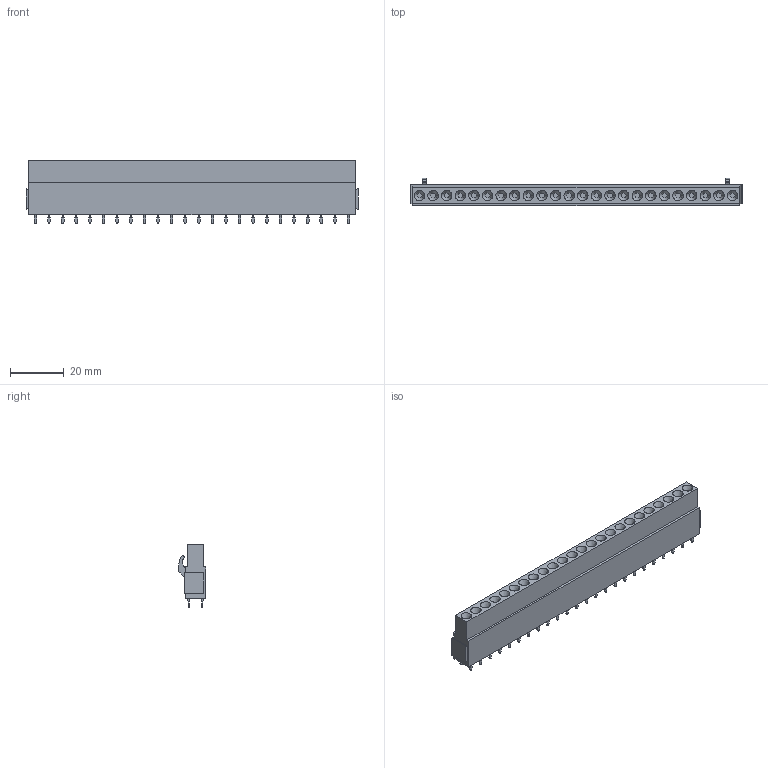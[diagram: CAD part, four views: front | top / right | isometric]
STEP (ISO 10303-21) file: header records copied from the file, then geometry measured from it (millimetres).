
FILE_DESCRIPTION(('CATIA V5 STEP Exchange','CAx-IF Rec.Pracs.--- Model Styling and Organization---1.2---2011-12-15'),'2;1');
FILE_NAME ('D1454399_0', '2018-08-30T15:38:53+00:00', ('none'), ('Weidmueller'), 'CATIA Version 5-6 Release 2014', 'CATIA V5 STEP AP214', 'none');
FILE_SCHEMA(('AUTOMOTIVE_DESIGN { 1 0 10303 214 1 1 1 1 }'));
Length unit declared in the file: millimetre
Products named in the file (1): 1682950000
Bounding box: 123.92 x 10.28 x 23.45 mm (x, y, z)
Volume: 17214.3 mm3; surface area: 8115 mm2
Topology: 49 solids, 49 shells, 1194 faces, 2822 edges, 1800 vertices
Faces by surface type: plane 988, cylinder 158, cone 48
Entity records: 31210 total; most frequent: ORIENTED_EDGE 5644, CARTESIAN_POINT 5412, DIRECTION 4400, EDGE_CURVE 2822, VECTOR 2410, LINE 2410, VERTEX_POINT 1800, EDGE_LOOP 1268
